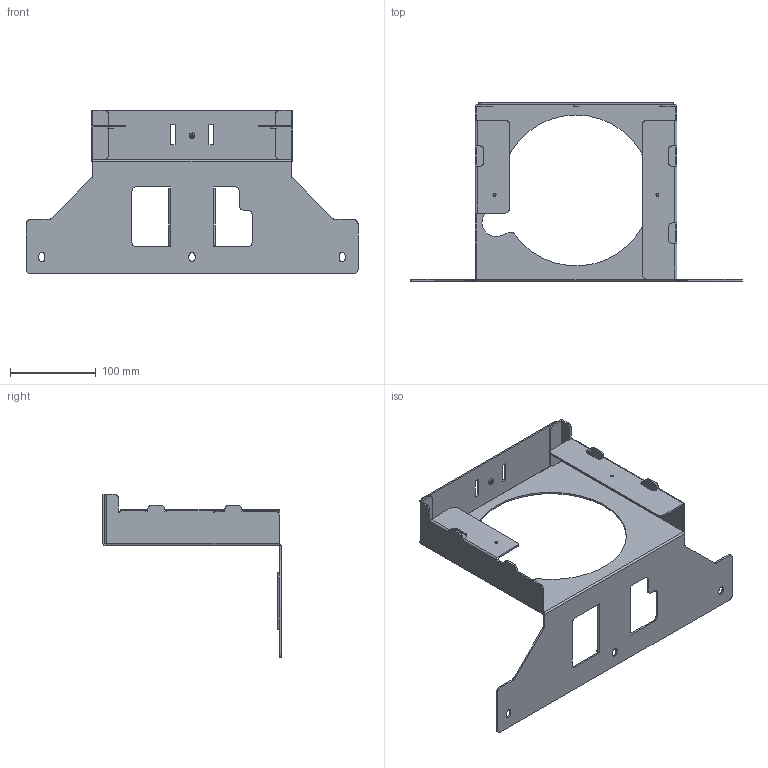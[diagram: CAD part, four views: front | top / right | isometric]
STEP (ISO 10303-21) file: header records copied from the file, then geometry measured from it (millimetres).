
FILE_DESCRIPTION((''),'2;1');
FILE_NAME('H7TLS-BKT_MAIN','2024-03-18T13:22:10',('MACGYVER.KU'),('DELTA'),'CREO PARAMETRIC BY PTC INC, 2022162','CREO PARAMETRIC BY PTC INC, 2022162','');
FILE_SCHEMA(('CONFIG_CONTROL_DESIGN'));
Length unit declared in the file: millimetre
Products named in the file (1): H7TLS-BKT_MAIN
Bounding box: 387 x 207.5 x 191.1 mm (x, y, z)
Volume: 208165.2 mm3; surface area: 215252.6 mm2
Topology: 1 solids, 4 shells, 263 faces, 687 edges, 420 vertices
Faces by surface type: plane 162, cylinder 95, cone 6
Entity records: 8039 total; most frequent: DIRECTION 1415, CARTESIAN_POINT 1371, ORIENTED_EDGE 1358, EDGE_CURVE 687, VECTOR 487, LINE 487, AXIS2_PLACEMENT_3D 464, VERTEX_POINT 420
